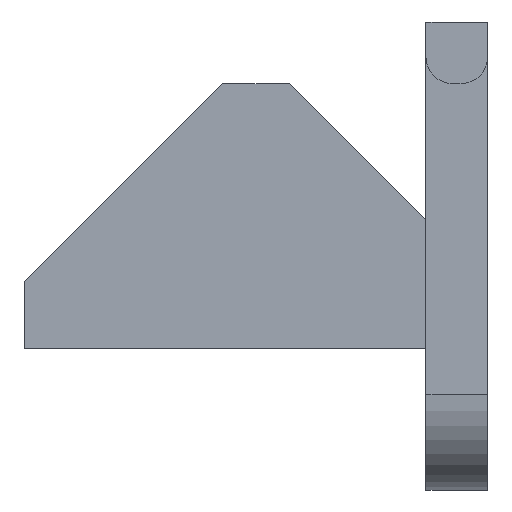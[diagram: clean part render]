
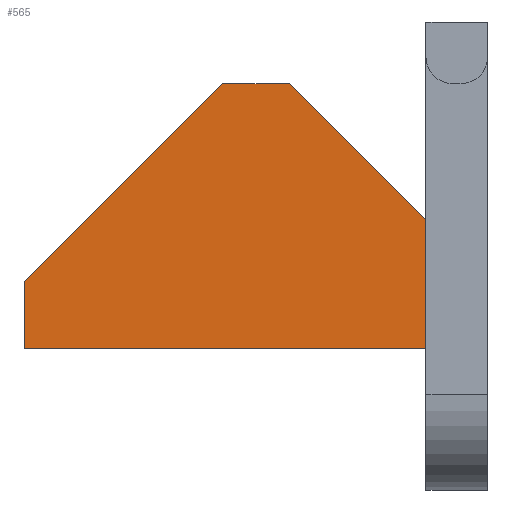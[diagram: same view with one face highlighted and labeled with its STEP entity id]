
A CAD part, left-side view. The second image highlights one B-rep face of the part: STEP entity #565.
In plain terms, the highlighted planar face has unit normal (-1, 0, 0).
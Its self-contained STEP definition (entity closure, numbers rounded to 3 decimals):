
#38=PLANE('',#624);
#68=FACE_OUTER_BOUND('',#99,.T.);
#99=EDGE_LOOP('',(#507,#508,#509,#510,#511,#512));
#145=LINE('',#892,#209);
#152=LINE('',#911,#216);
#156=LINE('',#918,#220);
#162=LINE('',#930,#226);
#164=LINE('',#936,#228);
#165=LINE('',#937,#229);
#209=VECTOR('',#731,10.);
#216=VECTOR('',#748,10.);
#220=VECTOR('',#754,10.);
#226=VECTOR('',#764,10.);
#228=VECTOR('',#772,10.);
#229=VECTOR('',#773,10.);
#282=VERTEX_POINT('',#889);
#283=VERTEX_POINT('',#891);
#289=VERTEX_POINT('',#908);
#290=VERTEX_POINT('',#910);
#292=VERTEX_POINT('',#916);
#296=VERTEX_POINT('',#928);
#350=EDGE_CURVE('',#282,#283,#145,.T.);
#359=EDGE_CURVE('',#289,#290,#152,.T.);
#363=EDGE_CURVE('',#289,#292,#156,.T.);
#369=EDGE_CURVE('',#296,#292,#162,.T.);
#372=EDGE_CURVE('',#283,#296,#164,.T.);
#373=EDGE_CURVE('',#290,#282,#165,.T.);
#507=ORIENTED_EDGE('',*,*,#359,.F.);
#508=ORIENTED_EDGE('',*,*,#363,.T.);
#509=ORIENTED_EDGE('',*,*,#369,.F.);
#510=ORIENTED_EDGE('',*,*,#372,.F.);
#511=ORIENTED_EDGE('',*,*,#350,.F.);
#512=ORIENTED_EDGE('',*,*,#373,.F.);
#565=ADVANCED_FACE('',(#68),#38,.T.);
#624=AXIS2_PLACEMENT_3D('',#935,#770,#771);
#731=DIRECTION('',(0.,1.,0.));
#748=DIRECTION('',(0.,-0.707,-0.707));
#754=DIRECTION('',(0.,1.,0.));
#764=DIRECTION('',(0.,-0.707,0.707));
#770=DIRECTION('center_axis',(-1.,0.,0.));
#771=DIRECTION('ref_axis',(0.,0.,1.));
#772=DIRECTION('',(0.,0.,1.));
#773=DIRECTION('',(0.,0.,-1.));
#889=CARTESIAN_POINT('',(14.397,0.,3.55));
#891=CARTESIAN_POINT('',(14.397,35.,3.55));
#892=CARTESIAN_POINT('',(14.397,0.,3.55));
#908=CARTESIAN_POINT('',(14.397,15.,23.55));
#910=CARTESIAN_POINT('',(14.397,0.,8.55));
#911=CARTESIAN_POINT('',(14.397,2.5,11.05));
#916=CARTESIAN_POINT('',(14.397,20.,23.55));
#918=CARTESIAN_POINT('',(14.397,0.,23.55));
#928=CARTESIAN_POINT('',(14.397,35.,8.55));
#930=CARTESIAN_POINT('',(14.397,23.75,19.8));
#935=CARTESIAN_POINT('Origin',(14.397,0.,3.55));
#936=CARTESIAN_POINT('',(14.397,35.,6.55));
#937=CARTESIAN_POINT('',(14.397,0.,6.55));
